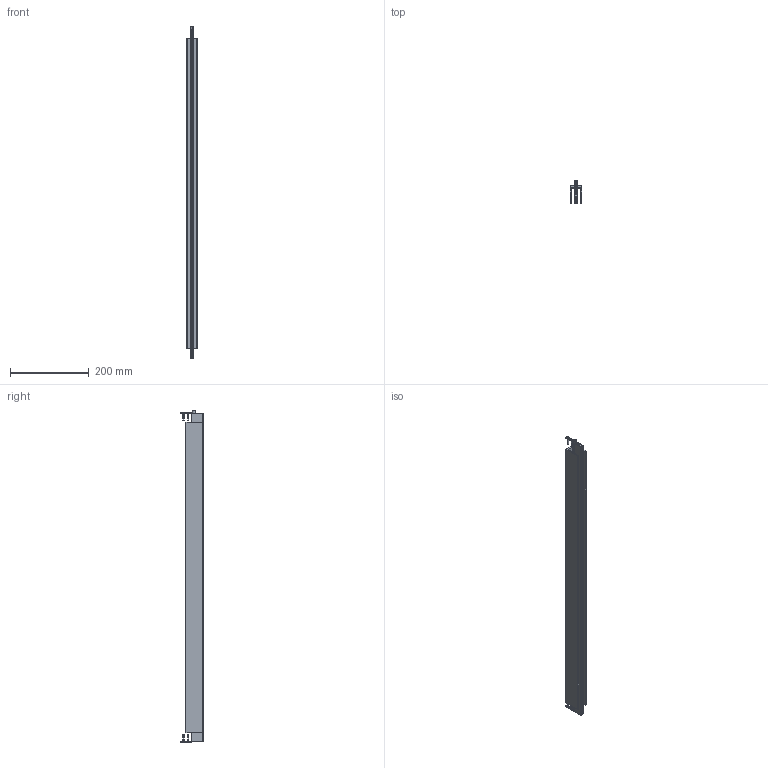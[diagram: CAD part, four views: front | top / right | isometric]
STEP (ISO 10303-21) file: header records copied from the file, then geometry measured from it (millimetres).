
FILE_DESCRIPTION (( 'STEP AP203' ), '1' );
FILE_NAME ('MinE-FV835.STEP', '2025-03-03T13:45:28', ( '' ), ( '' ), 'SwSTEP 2.0', 'SolidWorks 2023', '' );
FILE_SCHEMA (( 'CONFIG_CONTROL_DESIGN' ));
Length unit declared in the file: millimetre
Products named in the file (7): Innengeometrie_US_835; Aussengehäuse_MinE_835; Haltewinkel_Haltewinkel TW; Betätigungsteil_MinE; MinE-FV835; Luftkanal_MinE_V; Schraube 3x20_01
Assembly tree (10 placements, depth 2):
  MinE-FV835
    Aussengehäuse_MinE_835
    Betätigungsteil_MinE
    Innengeometrie_US_835
    Haltewinkel_Haltewinkel TW  x2
    Schraube 3x20_01  x4
    Luftkanal_MinE_V
Bounding box: 30 x 57.14 x 842 mm (x, y, z)
Volume: 458855.7 mm3; surface area: 408847.5 mm2
Topology: 56 solids, 56 shells, 2341 faces, 6571 edges, 4368 vertices
Faces by surface type: plane 1130, bspline 1095, cylinder 90, cone 24, torus 2
Entity records: 110462 total; most frequent: CARTESIAN_POINT 63357, ORIENTED_EDGE 11448, DIRECTION 5956, EDGE_CURVE 5724, VERTEX_POINT 3813, VECTOR 3654, LINE 3654, EDGE_LOOP 2317
